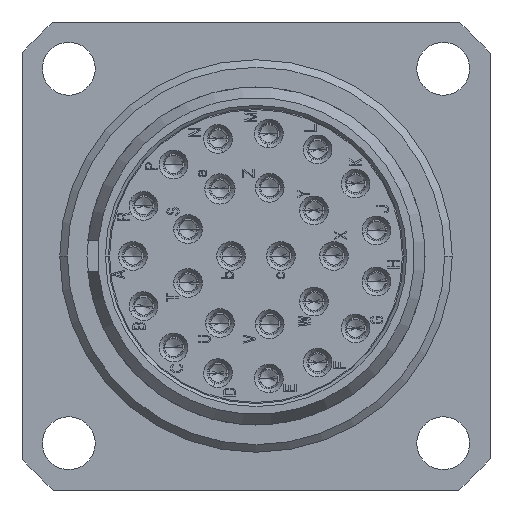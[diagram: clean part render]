
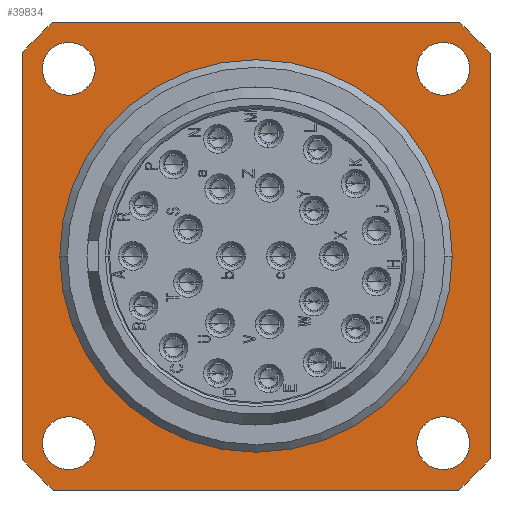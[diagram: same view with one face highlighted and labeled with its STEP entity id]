
A CAD part, left-side view. The second image highlights one B-rep face of the part: STEP entity #39834.
In plain terms, the highlighted planar face has unit normal (-1, 0, 0).
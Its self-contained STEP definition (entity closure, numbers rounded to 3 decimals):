
#290=CARTESIAN_POINT('',(-0.5,0.,0.));
#291=DIRECTION('',(1.,0.,0.));
#292=DIRECTION('',(0.,1.,0.));
#293=AXIS2_PLACEMENT_3D('',#290,#291,#292);
#303=CARTESIAN_POINT('',(-0.5,0.,0.));
#304=DIRECTION('',(1.,0.,0.));
#305=DIRECTION('',(0.,-1.,0.));
#306=AXIS2_PLACEMENT_3D('',#303,#304,#305);
#308=DIRECTION('',(0.,1.,0.));
#309=VECTOR('',#308,26.833);
#310=CARTESIAN_POINT('',(-0.5,-13.416,15.5));
#311=LINE('3039',#310,#309);
#312=CARTESIAN_POINT('',(-0.5,0.,0.));
#313=DIRECTION('',(1.,0.,0.));
#314=DIRECTION('',(0.,-0.654,0.756));
#315=AXIS2_PLACEMENT_3D('',#312,#313,#314);
#317=DIRECTION('',(0.,0.,1.));
#318=VECTOR('',#317,26.833);
#319=CARTESIAN_POINT('',(-0.5,-15.5,-13.416));
#320=LINE('3040',#319,#318);
#321=CARTESIAN_POINT('',(-0.5,0.,0.));
#322=DIRECTION('',(1.,0.,0.));
#323=DIRECTION('',(0.,-0.756,-0.654));
#324=AXIS2_PLACEMENT_3D('',#321,#322,#323);
#326=DIRECTION('',(0.,-1.,0.));
#327=VECTOR('',#326,26.833);
#328=CARTESIAN_POINT('',(-0.5,13.416,-15.5));
#329=LINE('3041',#328,#327);
#330=CARTESIAN_POINT('',(-0.5,0.,0.));
#331=DIRECTION('',(1.,0.,0.));
#332=DIRECTION('',(0.,0.654,-0.756));
#333=AXIS2_PLACEMENT_3D('',#330,#331,#332);
#335=DIRECTION('',(0.,0.,-1.));
#336=VECTOR('',#335,26.833);
#337=CARTESIAN_POINT('',(-0.5,15.5,13.416));
#338=LINE('3042',#337,#336);
#339=CARTESIAN_POINT('',(-0.5,0.,0.));
#340=DIRECTION('',(1.,0.,0.));
#341=DIRECTION('',(0.,0.756,0.654));
#342=AXIS2_PLACEMENT_3D('',#339,#340,#341);
#344=CARTESIAN_POINT('',(-0.5,12.4,-12.4));
#345=DIRECTION('',(-1.,0.,0.));
#346=DIRECTION('',(0.,0.,-1.));
#347=AXIS2_PLACEMENT_3D('',#344,#345,#346);
#349=CARTESIAN_POINT('',(-0.5,12.4,-12.4));
#350=DIRECTION('',(-1.,0.,0.));
#351=DIRECTION('',(0.,0.,1.));
#352=AXIS2_PLACEMENT_3D('',#349,#350,#351);
#354=CARTESIAN_POINT('',(-0.5,12.4,12.4));
#355=DIRECTION('',(-1.,0.,0.));
#356=DIRECTION('',(0.,0.,-1.));
#357=AXIS2_PLACEMENT_3D('',#354,#355,#356);
#359=CARTESIAN_POINT('',(-0.5,12.4,12.4));
#360=DIRECTION('',(-1.,0.,0.));
#361=DIRECTION('',(0.,0.,1.));
#362=AXIS2_PLACEMENT_3D('',#359,#360,#361);
#364=CARTESIAN_POINT('',(-0.5,-12.4,-12.4));
#365=DIRECTION('',(-1.,0.,0.));
#366=DIRECTION('',(0.,0.,-1.));
#367=AXIS2_PLACEMENT_3D('',#364,#365,#366);
#369=CARTESIAN_POINT('',(-0.5,-12.4,-12.4));
#370=DIRECTION('',(-1.,0.,0.));
#371=DIRECTION('',(0.,0.,1.));
#372=AXIS2_PLACEMENT_3D('',#369,#370,#371);
#374=CARTESIAN_POINT('',(-0.5,-12.4,12.4));
#375=DIRECTION('',(-1.,0.,0.));
#376=DIRECTION('',(0.,0.,-1.));
#377=AXIS2_PLACEMENT_3D('',#374,#375,#376);
#379=CARTESIAN_POINT('',(-0.5,-12.4,12.4));
#380=DIRECTION('',(-1.,0.,0.));
#381=DIRECTION('',(0.,0.,1.));
#382=AXIS2_PLACEMENT_3D('',#379,#380,#381);
#31281=CARTESIAN_POINT('',(-0.5,13.,0.));
#31282=VERTEX_POINT('',#31281);
#31283=CARTESIAN_POINT('',(-0.5,-13.,0.));
#31284=VERTEX_POINT('',#31283);
#31301=CARTESIAN_POINT('',(-0.5,12.4,-14.15));
#31302=CARTESIAN_POINT('',(-0.5,12.4,-10.65));
#31303=VERTEX_POINT('',#31301);
#31304=VERTEX_POINT('',#31302);
#31305=CARTESIAN_POINT('',(-0.5,12.4,10.65));
#31306=CARTESIAN_POINT('',(-0.5,12.4,14.15));
#31307=VERTEX_POINT('',#31305);
#31308=VERTEX_POINT('',#31306);
#31309=CARTESIAN_POINT('',(-0.5,-12.4,-14.15));
#31310=CARTESIAN_POINT('',(-0.5,-12.4,-10.65));
#31311=VERTEX_POINT('',#31309);
#31312=VERTEX_POINT('',#31310);
#31313=CARTESIAN_POINT('',(-0.5,-12.4,10.65));
#31314=CARTESIAN_POINT('',(-0.5,-12.4,14.15));
#31315=VERTEX_POINT('',#31313);
#31316=VERTEX_POINT('',#31314);
#31416=CARTESIAN_POINT('',(-0.5,-13.416,15.5));
#31417=CARTESIAN_POINT('',(-0.5,13.416,15.5));
#31418=VERTEX_POINT('',#31416);
#31419=VERTEX_POINT('',#31417);
#31420=CARTESIAN_POINT('',(-0.5,-15.5,-13.416));
#31421=CARTESIAN_POINT('',(-0.5,-15.5,13.416));
#31422=VERTEX_POINT('',#31420);
#31423=VERTEX_POINT('',#31421);
#31424=CARTESIAN_POINT('',(-0.5,13.416,-15.5));
#31425=CARTESIAN_POINT('',(-0.5,-13.416,-15.5));
#31426=VERTEX_POINT('',#31424);
#31427=VERTEX_POINT('',#31425);
#31428=CARTESIAN_POINT('',(-0.5,15.5,13.416));
#31429=CARTESIAN_POINT('',(-0.5,15.5,-13.416));
#31430=VERTEX_POINT('',#31428);
#31431=VERTEX_POINT('',#31429);
#39783=CARTESIAN_POINT('',(-0.5,0.,0.));
#39784=DIRECTION('',(1.,0.,0.));
#39785=DIRECTION('',(0.,0.,-1.));
#39786=AXIS2_PLACEMENT_3D('',#39783,#39784,#39785);
#39787=PLANE('287',#39786);
#39789=ORIENTED_EDGE('3039',*,*,#39788,.F.);
#39791=ORIENTED_EDGE('3100',*,*,#39790,.T.);
#39793=ORIENTED_EDGE('3040',*,*,#39792,.F.);
#39795=ORIENTED_EDGE('3099',*,*,#39794,.T.);
#39797=ORIENTED_EDGE('3041',*,*,#39796,.F.);
#39799=ORIENTED_EDGE('3098',*,*,#39798,.T.);
#39801=ORIENTED_EDGE('3042',*,*,#39800,.F.);
#39803=ORIENTED_EDGE('3087',*,*,#39802,.T.);
#39804=EDGE_LOOP('287',(#39789,#39791,#39793,#39795,#39797,#39799,#39801,
#39803));
#39805=FACE_OUTER_BOUND('287',#39804,.F.);
#39807=ORIENTED_EDGE('2945',*,*,#39806,.T.);
#39809=ORIENTED_EDGE('2946',*,*,#39808,.T.);
#39810=EDGE_LOOP('287',(#39807,#39809));
#39811=FACE_BOUND('287',#39810,.F.);
#39813=ORIENTED_EDGE('2947',*,*,#39812,.T.);
#39815=ORIENTED_EDGE('2948',*,*,#39814,.T.);
#39816=EDGE_LOOP('287',(#39813,#39815));
#39817=FACE_BOUND('287',#39816,.F.);
#39819=ORIENTED_EDGE('2949',*,*,#39818,.T.);
#39821=ORIENTED_EDGE('2950',*,*,#39820,.T.);
#39822=EDGE_LOOP('287',(#39819,#39821));
#39823=FACE_BOUND('287',#39822,.F.);
#39825=ORIENTED_EDGE('2951',*,*,#39824,.T.);
#39827=ORIENTED_EDGE('2952',*,*,#39826,.T.);
#39828=EDGE_LOOP('287',(#39825,#39827));
#39829=FACE_BOUND('287',#39828,.F.);
#39830=ORIENTED_EDGE('2935',*,*,#39748,.F.);
#39831=ORIENTED_EDGE('2936',*,*,#39771,.F.);
#39832=EDGE_LOOP('287',(#39830,#39831));
#39833=FACE_BOUND('287',#39832,.F.);
#294=CIRCLE('2935',#293,13.);
#307=CIRCLE('2936',#306,13.);
#316=CIRCLE('3100',#315,20.5);
#325=CIRCLE('3099',#324,20.5);
#334=CIRCLE('3098',#333,20.5);
#343=CIRCLE('3087',#342,20.5);
#348=CIRCLE('2945',#347,1.75);
#353=CIRCLE('2946',#352,1.75);
#358=CIRCLE('2947',#357,1.75);
#363=CIRCLE('2948',#362,1.75);
#368=CIRCLE('2949',#367,1.75);
#373=CIRCLE('2950',#372,1.75);
#378=CIRCLE('2951',#377,1.75);
#383=CIRCLE('2952',#382,1.75);
#39748=EDGE_CURVE('2935',#31282,#31284,#294,.T.);
#39771=EDGE_CURVE('2936',#31284,#31282,#307,.T.);
#39788=EDGE_CURVE('3039',#31418,#31419,#311,.T.);
#39790=EDGE_CURVE('3100',#31418,#31423,#316,.T.);
#39792=EDGE_CURVE('3040',#31422,#31423,#320,.T.);
#39794=EDGE_CURVE('3099',#31422,#31427,#325,.T.);
#39796=EDGE_CURVE('3041',#31426,#31427,#329,.T.);
#39798=EDGE_CURVE('3098',#31426,#31431,#334,.T.);
#39800=EDGE_CURVE('3042',#31430,#31431,#338,.T.);
#39802=EDGE_CURVE('3087',#31430,#31419,#343,.T.);
#39806=EDGE_CURVE('2945',#31303,#31304,#348,.T.);
#39808=EDGE_CURVE('2946',#31304,#31303,#353,.T.);
#39812=EDGE_CURVE('2947',#31307,#31308,#358,.T.);
#39814=EDGE_CURVE('2948',#31308,#31307,#363,.T.);
#39818=EDGE_CURVE('2949',#31311,#31312,#368,.T.);
#39820=EDGE_CURVE('2950',#31312,#31311,#373,.T.);
#39824=EDGE_CURVE('2951',#31315,#31316,#378,.T.);
#39826=EDGE_CURVE('2952',#31316,#31315,#383,.T.);
#39834=ADVANCED_FACE('287',(#39805,#39811,#39817,#39823,#39829,#39833),#39787,
.F.);
